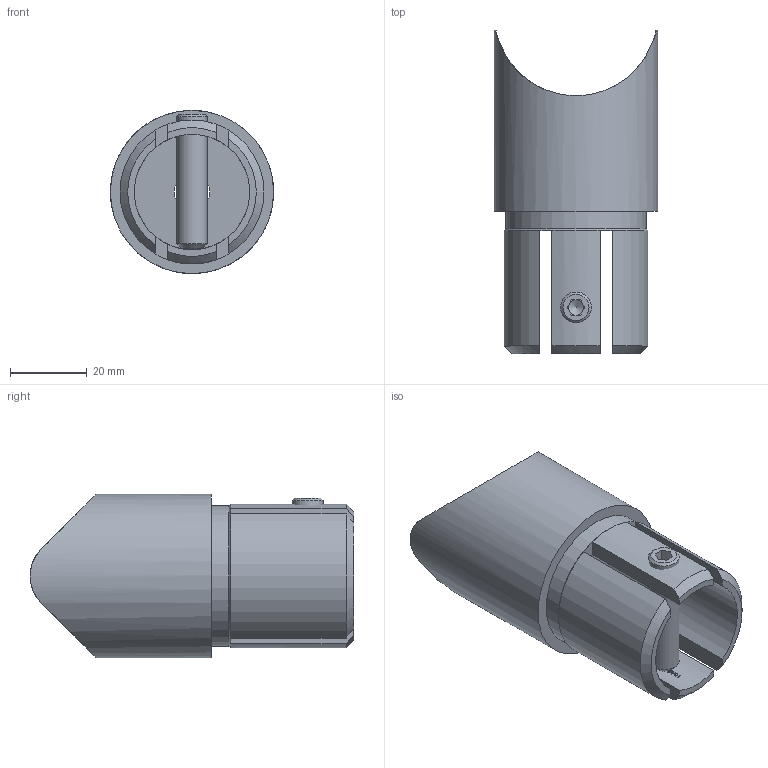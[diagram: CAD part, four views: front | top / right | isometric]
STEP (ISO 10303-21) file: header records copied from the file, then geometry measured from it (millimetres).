
FILE_DESCRIPTION (( 'STEP AP203' ), '1' );
FILE_NAME ('50124-240-25.step', '2023-03-28T12:30:16', ( '' ), ( '' ), 'SwSTEP 2.0', 'SolidWorks 2018', '' );
FILE_SCHEMA (( 'CONFIG_CONTROL_DESIGN' ));
Length unit declared in the file: millimetre
Products named in the file (3): DIN913_DIN 913 M8x35; 50124-240-25; 5012X-240 Teil1_50124-240-25 Teil1
Assembly tree (2 placements, depth 2):
  50124-240-25
    5012X-240 Teil1_50124-240-25 Teil1
    DIN913_DIN 913 M8x35
Bounding box: 42.4 x 84.06 x 42.4 mm (x, y, z)
Volume: 50006.6 mm3; surface area: 18838.4 mm2
Topology: 2 solids, 2 shells, 312 faces, 843 edges, 546 vertices
Faces by surface type: plane 157, bspline 100, cylinder 47, cone 8
Full cylindrical faces by diameter (mm): 6.8 x1, 8 x1, 9.2 x1, 30 x2, 36.4 x1, 42.4 x1
Entity records: 14149 total; most frequent: CARTESIAN_POINT 7056, ORIENTED_EDGE 1572, DIRECTION 1102, EDGE_CURVE 786, VERTEX_POINT 524, VECTOR 394, LINE 394, AXIS2_PLACEMENT_3D 354
